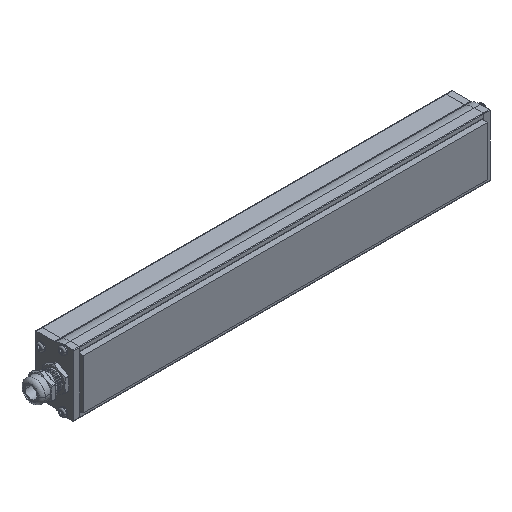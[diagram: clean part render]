
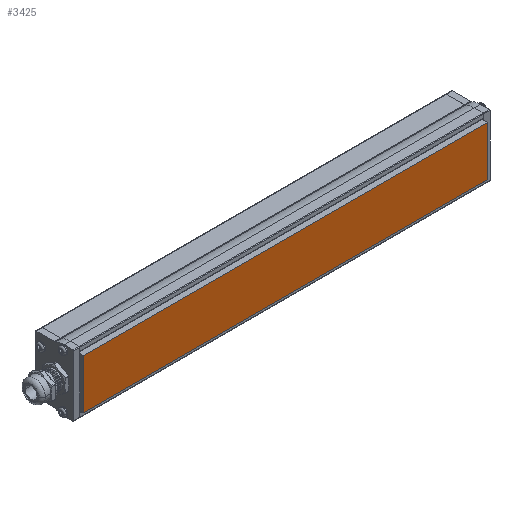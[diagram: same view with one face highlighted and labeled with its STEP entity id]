
A CAD part, isometric view. The second image highlights one B-rep face of the part: STEP entity #3425.
In plain terms, the highlighted face is planar.
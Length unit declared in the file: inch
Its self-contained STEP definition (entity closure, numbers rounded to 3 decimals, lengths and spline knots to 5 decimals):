
#930 = VECTOR ( 'NONE', #14088, 39.37008 ) ;
#1142 = ORIENTED_EDGE ( 'NONE', *, *, #14583, .T. ) ;
#1325 = DIRECTION ( 'NONE',  ( 0., -1., 0. ) ) ;
#1526 = DIRECTION ( 'NONE',  ( 0., 0., 1. ) ) ;
#1704 = LINE ( 'NONE', #4478, #19346 ) ;
#2115 = VERTEX_POINT ( 'NONE', #17265 ) ;
#2194 = VERTEX_POINT ( 'NONE', #11131 ) ;
#2700 = CARTESIAN_POINT ( 'NONE',  ( -4.135, 0.177, 0.506 ) ) ;
#2709 = DIRECTION ( 'NONE',  ( 0., 0., -1. ) ) ;
#3310 = VERTEX_POINT ( 'NONE', #20147 ) ;
#3425 = ADVANCED_FACE ( 'NONE', ( #19530 ), #12301, .F. ) ;
#4478 = CARTESIAN_POINT ( 'NONE',  ( 4.135, 0.177, 0.506 ) ) ;
#7168 = DIRECTION ( 'NONE',  ( -1., 0., 0. ) ) ;
#8426 = VECTOR ( 'NONE', #7168, 39.37008 ) ;
#8931 = LINE ( 'NONE', #11989, #8426 ) ;
#9453 = ORIENTED_EDGE ( 'NONE', *, *, #16503, .T. ) ;
#10437 = AXIS2_PLACEMENT_3D ( 'NONE', #10913, #1325, #2709 ) ;
#10757 = EDGE_CURVE ( 'NONE', #2194, #16797, #1704, .T. ) ;
#10913 = CARTESIAN_POINT ( 'NONE',  ( 4.135, 0.177, 0.506 ) ) ;
#11131 = CARTESIAN_POINT ( 'NONE',  ( 4.135, 0.177, -0.506 ) ) ;
#11989 = CARTESIAN_POINT ( 'NONE',  ( 4.135, 0.177, 0.506 ) ) ;
#12211 = EDGE_LOOP ( 'NONE', ( #1142, #13031, #13200, #9453 ) ) ;
#12301 = PLANE ( 'NONE',  #10437 ) ;
#12596 = LINE ( 'NONE', #2700, #16567 ) ;
#13031 = ORIENTED_EDGE ( 'NONE', *, *, #17486, .F. ) ;
#13200 = ORIENTED_EDGE ( 'NONE', *, *, #10757, .F. ) ;
#13837 = DIRECTION ( 'NONE',  ( 0., 0., 1. ) ) ;
#14088 = DIRECTION ( 'NONE',  ( -1., 0., 0. ) ) ;
#14583 = EDGE_CURVE ( 'NONE', #3310, #2115, #12596, .T. ) ;
#15963 = CARTESIAN_POINT ( 'NONE',  ( 4.135, 0.177, -0.506 ) ) ;
#16503 = EDGE_CURVE ( 'NONE', #2194, #3310, #18040, .T. ) ;
#16567 = VECTOR ( 'NONE', #13837, 39.37008 ) ;
#16797 = VERTEX_POINT ( 'NONE', #18208 ) ;
#17265 = CARTESIAN_POINT ( 'NONE',  ( -4.135, 0.177, 0.506 ) ) ;
#17486 = EDGE_CURVE ( 'NONE', #16797, #2115, #8931, .T. ) ;
#18040 = LINE ( 'NONE', #15963, #930 ) ;
#18208 = CARTESIAN_POINT ( 'NONE',  ( 4.135, 0.177, 0.506 ) ) ;
#19346 = VECTOR ( 'NONE', #1526, 39.37008 ) ;
#19530 = FACE_OUTER_BOUND ( 'NONE', #12211, .T. ) ;
#20147 = CARTESIAN_POINT ( 'NONE',  ( -4.135, 0.177, -0.506 ) ) ;
